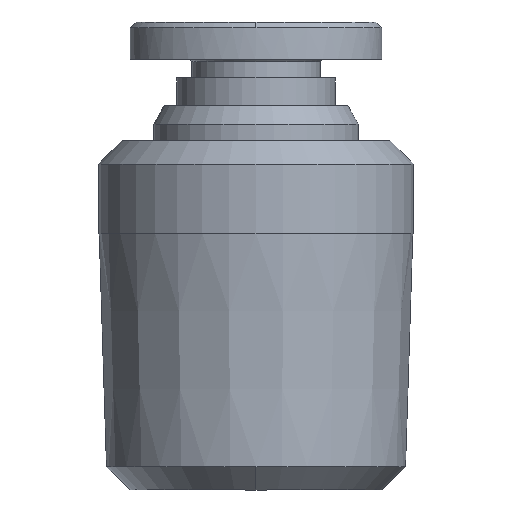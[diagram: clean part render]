
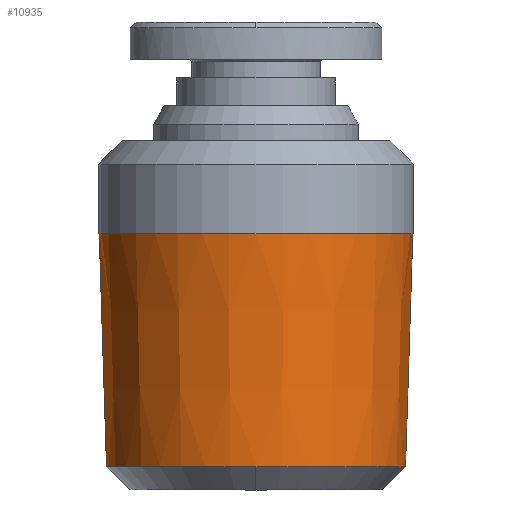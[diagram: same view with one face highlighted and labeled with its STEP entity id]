
A CAD part, left-side view. The second image highlights one B-rep face of the part: STEP entity #10935.
In plain terms, the highlighted conical face has half-angle 1.791 degrees and reference radius 6.734 mm.
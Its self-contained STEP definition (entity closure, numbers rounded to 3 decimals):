
#547 = CARTESIAN_POINT ( 'NONE',  ( -6.734, 0., 4.65 ) ) ;
#578 = ORIENTED_EDGE ( 'NONE', *, *, #7042, .T. ) ;
#769 = CARTESIAN_POINT ( 'NONE',  ( 0., 0., 4.65 ) ) ;
#1082 = EDGE_CURVE ( 'NONE', #5549, #5458, #2702, .T. ) ;
#1177 = LINE ( 'NONE', #8721, #2197 ) ;
#1483 = DIRECTION ( 'NONE',  ( 0., 0., 1. ) ) ;
#1513 = CARTESIAN_POINT ( 'NONE',  ( 6.734, 0., 4.65 ) ) ;
#1519 = DIRECTION ( 'NONE',  ( -1., 0., 0. ) ) ;
#1567 = DIRECTION ( 'NONE',  ( 0., 0., 1. ) ) ;
#2197 = VECTOR ( 'NONE', #13070, 1000. ) ;
#2241 = LINE ( 'NONE', #1513, #6336 ) ;
#2665 = CARTESIAN_POINT ( 'NONE',  ( 6.734, 0., 4.65 ) ) ;
#2677 = CARTESIAN_POINT ( 'NONE',  ( 0., 6.422, -5.35 ) ) ;
#2702 = CIRCLE ( 'NONE', #10129, 6.422 ) ;
#3095 = VERTEX_POINT ( 'NONE', #6299 ) ;
#3775 = DIRECTION ( 'NONE',  ( 0.031, 0., 1. ) ) ;
#3826 = DIRECTION ( 'NONE',  ( -1., 0., 0. ) ) ;
#4066 = DIRECTION ( 'NONE',  ( 0., 0., 1. ) ) ;
#4855 = DIRECTION ( 'NONE',  ( 0., 0., -1. ) ) ;
#5169 = ORIENTED_EDGE ( 'NONE', *, *, #7597, .T. ) ;
#5458 = VERTEX_POINT ( 'NONE', #5557 ) ;
#5549 = VERTEX_POINT ( 'NONE', #2677 ) ;
#5557 = CARTESIAN_POINT ( 'NONE',  ( -6.422, 0., -5.35 ) ) ;
#6299 = CARTESIAN_POINT ( 'NONE',  ( 6.422, 0., -5.35 ) ) ;
#6336 = VECTOR ( 'NONE', #3775, 1000. ) ;
#6379 = EDGE_LOOP ( 'NONE', ( #10370, #5169, #10565, #8224, #578 ) ) ;
#6517 = CIRCLE ( 'NONE', #7614, 6.734 ) ;
#6838 = CIRCLE ( 'NONE', #13063, 6.422 ) ;
#7042 = EDGE_CURVE ( 'NONE', #3095, #5549, #6838, .T. ) ;
#7062 = CARTESIAN_POINT ( 'NONE',  ( 0., 0., 4.65 ) ) ;
#7597 = EDGE_CURVE ( 'NONE', #5458, #7973, #1177, .T. ) ;
#7614 = AXIS2_PLACEMENT_3D ( 'NONE', #7062, #4855, #10385 ) ;
#7973 = VERTEX_POINT ( 'NONE', #547 ) ;
#8035 = CARTESIAN_POINT ( 'NONE',  ( 0., 0., -5.35 ) ) ;
#8135 = CARTESIAN_POINT ( 'NONE',  ( 0., 0., -5.35 ) ) ;
#8224 = ORIENTED_EDGE ( 'NONE', *, *, #13903, .F. ) ;
#8721 = CARTESIAN_POINT ( 'NONE',  ( -6.734, 0., 4.65 ) ) ;
#10129 = AXIS2_PLACEMENT_3D ( 'NONE', #8135, #1567, #1519 ) ;
#10370 = ORIENTED_EDGE ( 'NONE', *, *, #1082, .T. ) ;
#10385 = DIRECTION ( 'NONE',  ( 1., 0., 0. ) ) ;
#10565 = ORIENTED_EDGE ( 'NONE', *, *, #14074, .T. ) ;
#10935 = ADVANCED_FACE ( 'NONE', ( #12140 ), #13659, .T. ) ;
#11146 = VERTEX_POINT ( 'NONE', #2665 ) ;
#12140 = FACE_OUTER_BOUND ( 'NONE', #6379, .T. ) ;
#12804 = AXIS2_PLACEMENT_3D ( 'NONE', #769, #4066, #12823 ) ;
#12823 = DIRECTION ( 'NONE',  ( 1., 0., 0. ) ) ;
#13063 = AXIS2_PLACEMENT_3D ( 'NONE', #8035, #1483, #3826 ) ;
#13070 = DIRECTION ( 'NONE',  ( -0.031, 0., 1. ) ) ;
#13659 = CONICAL_SURFACE ( 'NONE', #12804, 6.734, 0.031 ) ;
#13903 = EDGE_CURVE ( 'NONE', #3095, #11146, #2241, .T. ) ;
#14074 = EDGE_CURVE ( 'NONE', #7973, #11146, #6517, .T. ) ;
